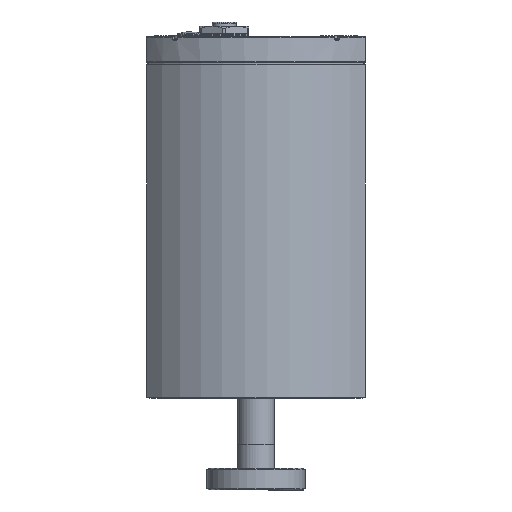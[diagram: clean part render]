
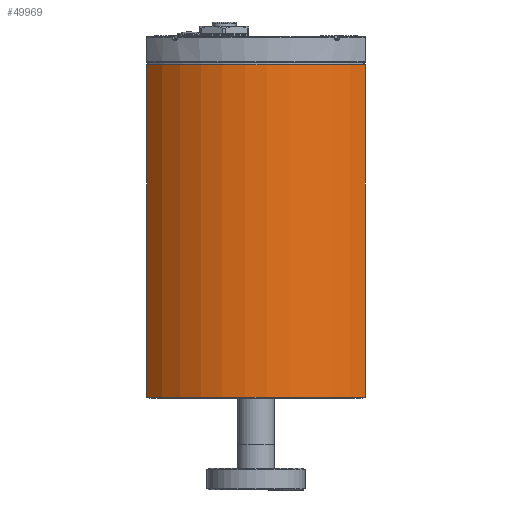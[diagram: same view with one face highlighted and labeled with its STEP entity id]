
A CAD part, left-side view. The second image highlights one B-rep face of the part: STEP entity #49969.
In plain terms, the highlighted cylindrical face has radius 48.5 mm (diameter 97 mm), a partial arc.
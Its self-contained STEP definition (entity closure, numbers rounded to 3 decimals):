
#3127=CIRCLE('',#53598,48.5);
#3138=CIRCLE('',#53617,48.5);
#6086=CYLINDRICAL_SURFACE('',#53616,48.5);
#7522=FACE_OUTER_BOUND('',#10423,.T.);
#10423=EDGE_LOOP('',(#34420,#34421,#34422,#34423));
#13672=LINE('',#80501,#16751);
#13673=LINE('',#80505,#16752);
#16751=VECTOR('',#61510,10.);
#16752=VECTOR('',#61515,10.);
#20821=VERTEX_POINT('',#80455);
#20822=VERTEX_POINT('',#80457);
#20836=VERTEX_POINT('',#80499);
#20837=VERTEX_POINT('',#80503);
#25881=EDGE_CURVE('',#20821,#20822,#3127,.T.);
#25903=EDGE_CURVE('',#20836,#20822,#13672,.T.);
#25904=EDGE_CURVE('',#20836,#20837,#3138,.T.);
#25905=EDGE_CURVE('',#20837,#20821,#13673,.T.);
#34420=ORIENTED_EDGE('',*,*,#25904,.F.);
#34421=ORIENTED_EDGE('',*,*,#25903,.T.);
#34422=ORIENTED_EDGE('',*,*,#25881,.F.);
#34423=ORIENTED_EDGE('',*,*,#25905,.F.);
#49969=ADVANCED_FACE('',(#7522),#6086,.T.);
#53598=AXIS2_PLACEMENT_3D('',#80458,#61463,#61464);
#53616=AXIS2_PLACEMENT_3D('',#80502,#61511,#61512);
#53617=AXIS2_PLACEMENT_3D('',#80504,#61513,#61514);
#61463=DIRECTION('center_axis',(0.,0.,
1.));
#61464=DIRECTION('ref_axis',(-0.626,-0.78,0.));
#61510=DIRECTION('',(0.,0.,1.));
#61511=DIRECTION('center_axis',(0.,0.,
1.));
#61512=DIRECTION('ref_axis',(-0.626,-0.78,0.));
#61513=DIRECTION('center_axis',(0.,0.,
-1.));
#61514=DIRECTION('ref_axis',(-0.626,-0.78,0.));
#61515=DIRECTION('',(0.,0.,1.));
#80455=CARTESIAN_POINT('',(-19.849,37.831,124.6));
#80457=CARTESIAN_POINT('',(-19.849,-37.831,124.6));
#80458=CARTESIAN_POINT('Origin',(10.5,0.,
124.6));
#80499=CARTESIAN_POINT('',(-19.849,-37.831,9.6));
#80501=CARTESIAN_POINT('',(-19.849,-37.831,9.6));
#80502=CARTESIAN_POINT('Origin',(10.5,0.,9.6));
#80503=CARTESIAN_POINT('',(-19.849,37.831,9.6));
#80504=CARTESIAN_POINT('Origin',(10.5,0.,9.6));
#80505=CARTESIAN_POINT('',(-19.849,37.831,9.6));
